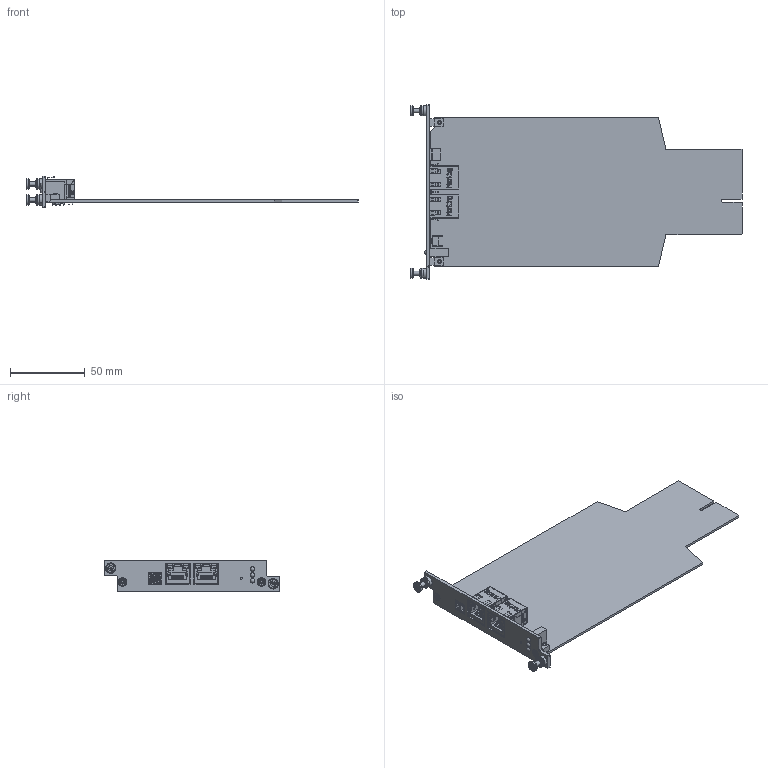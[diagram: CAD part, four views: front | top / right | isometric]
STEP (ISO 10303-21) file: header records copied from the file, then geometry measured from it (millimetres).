
FILE_DESCRIPTION(('FreeCAD Model'),'2;1');
FILE_NAME('Open CASCADE Shape Model','2023-03-21T17:07:40',('Author'),( ''),'Open CASCADE STEP processor 7.5','FreeCAD','Unknown');
FILE_SCHEMA(('AUTOMOTIVE_DESIGN { 1 0 10303 214 1 1 1 1 }'));
Length unit declared in the file: millimetre
Products named in the file (82): PCB; Board; ME108; US200250; ME107; US200251; ME106; SC01025052; ME105; SC01025053; ME103; 10172006; ME104; 10172006001; ME102; BL8702G0300; PFHV_M3-0_PFHV_M3-0; KVT_PFHV_M3_011_KVT_PFHV_M3_011; KVT_PFHV_M3_012_KVT_PFHV_M3_012; PFHV_M3-0_PFHV_M3-001; KVT_PFHV_M3_011_KVT_PFHV_M3_012; KVT_PFHV_M3_012_KVT_PFHV_M3_013; ME102002; BL8702G0100; PFHV_M3-0_PFHV_M3-004; KVT_PFHV_M3_011_KVT_PFHV_M3_015; KVT_PFHV_M3_012_KVT_PFHV_M3_016; PFHV_M3-0_PFHV_M3-005; KVT_PFHV_M3_011_KVT_PFHV_M3_016; KVT_PFHV_M3_012_KVT_PFHV_M3_017; Defeatured; X700; 7499111447_Download_STP_7499111447_rev1_(2); insulator; shielding; A600; c-1825027-2-g-3d; LED600; 7157516800; Cylinder ...
Assembly tree (81 placements, depth 5):
  PCB
    Board
    ME108
      US200250
    ME107
      US200251
    ME106
      SC01025052
    ME105
      SC01025053
    ME103
      10172006
    ME104
      10172006001
    ME102
      BL8702G0300
        PFHV_M3-0_PFHV_M3-0
          KVT_PFHV_M3_011_KVT_PFHV_M3_011
          KVT_PFHV_M3_012_KVT_PFHV_M3_012
        PFHV_M3-0_PFHV_M3-001
          KVT_PFHV_M3_011_KVT_PFHV_M3_012
          KVT_PFHV_M3_012_KVT_PFHV_M3_013
    ME102002
      BL8702G0100
        PFHV_M3-0_PFHV_M3-004
          KVT_PFHV_M3_011_KVT_PFHV_M3_015
          KVT_PFHV_M3_012_KVT_PFHV_M3_016
        PFHV_M3-0_PFHV_M3-005
          KVT_PFHV_M3_011_KVT_PFHV_M3_016
          KVT_PFHV_M3_012_KVT_PFHV_M3_017
        Defeatured
    X700
      7499111447_Download_STP_7499111447_rev1_(2)
        insulator
        shielding
    A600
      c-1825027-2-g-3d
    LED600
      7157516800
        Cylinder
      7157516416
        Sphere
      7157516032
        Sphere001
      7157515648
        Cylinder001
      7157515264
        Cylinder002
      7157514880
        Sphere002
      7157514688
        Extruded165
      7157514496
        Extruded166
      7157514496001
        Extruded167
      7157514496002
        Extruded168
      7157514496003
        Extruded169
Bounding box: 222.13 x 117 x 21 mm (x, y, z)
Volume: 40979.8 mm3; surface area: 57134.6 mm2
Topology: 40 solids, 42 shells, 2614 faces, 6695 edges, 4250 vertices
Faces by surface type: plane 1662, cylinder 635, bspline 124, cone 116, torus 38, extrusion 28, sphere 11
Full cylindrical faces by diameter (mm): 0.195 x2, 1.5 x1, 2.224 x4, 2.5 x4, 2.7 x2, 2.9 x4, 3 x1, 3.1 x3, 4.7 x2, 5.7 x2
Entity records: 199684 total; most frequent: CARTESIAN_POINT 61911, DIRECTION 23643, VECTOR 15271, LINE 15243, ORIENTED_EDGE 13340, PCURVE 13340, DEFINITIONAL_REPRESENTATION 13340, EDGE_CURVE 6670
